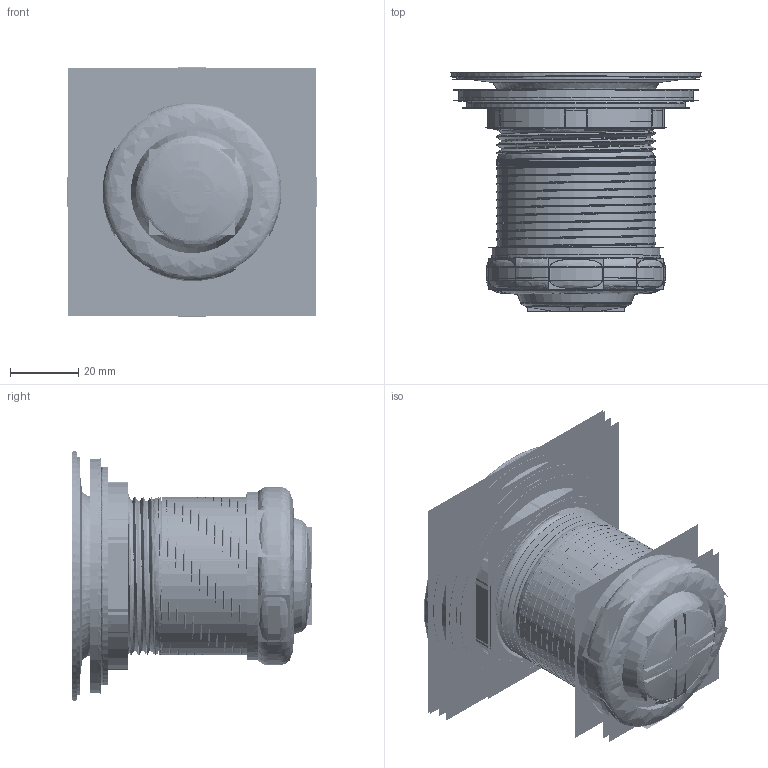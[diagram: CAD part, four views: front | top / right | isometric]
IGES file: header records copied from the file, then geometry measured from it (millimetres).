
Start section:  PTC IGES file: 130_asm.igs
Global section: file name: 130_asm.igs; native system: Creo Parametric by PTC Inc.; preprocessor: 2018400; author: rsmith; organization: Unknown; date: 20211025.091608; units: inch
Bounding box: 73.39 x 70.14 x 73.26 mm (x, y, z)
Surface area: 404903.3 mm2 (no closed solid volume)
Topology: 0 solids, 0 shells, 1190 faces, 16299 edges, 19860 vertices
Faces by surface type: revolution 1000, bspline 190
